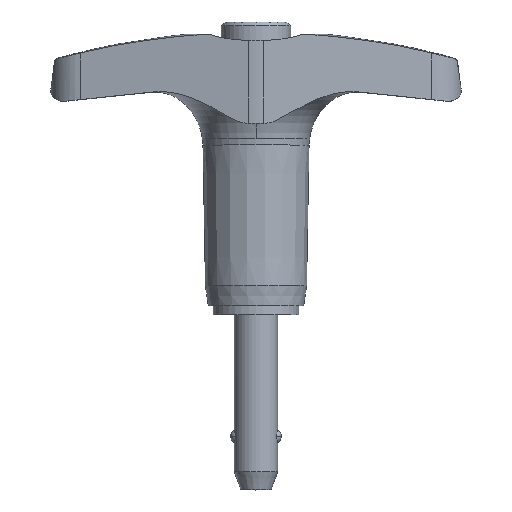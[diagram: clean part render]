
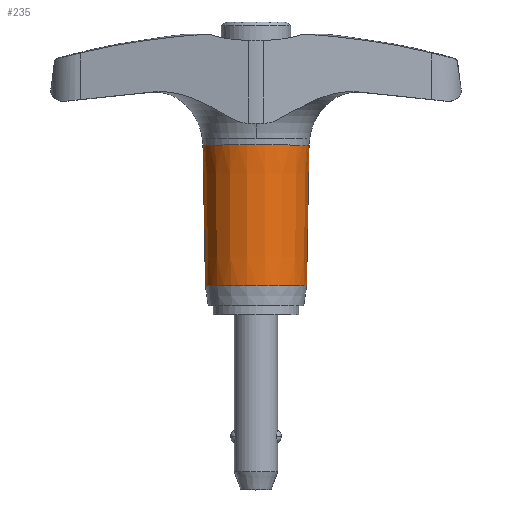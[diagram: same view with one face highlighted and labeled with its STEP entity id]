
A CAD part, top view. The second image highlights one B-rep face of the part: STEP entity #235.
In plain terms, the highlighted conical face has half-angle 1 degrees and reference radius 5.71 mm.
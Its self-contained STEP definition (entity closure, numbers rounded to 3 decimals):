
#235=ADVANCED_FACE('',(#477),#478,.T.);
#477=FACE_OUTER_BOUND('',#716,.T.);
#478=CONICAL_SURFACE('',#717,5.71,0.017);
#716=EDGE_LOOP('',(#1387,#1388,#1389,#1390));
#717=AXIS2_PLACEMENT_3D('',#1391,#1392,#1393);
#1387=ORIENTED_EDGE('',*,*,#1719,.T.);
#1388=ORIENTED_EDGE('',*,*,#1471,.F.);
#1389=ORIENTED_EDGE('',*,*,#1721,.T.);
#1390=ORIENTED_EDGE('',*,*,#1601,.T.);
#1391=CARTESIAN_POINT('',(0.0,10.959,0.0));
#1392=DIRECTION('',(-0.0,1.0,-0.0));
#1393=DIRECTION('',(1.0,0.0,0.0));
#1471=EDGE_CURVE('',#1765,#1768,#1769,.T.);
#1601=EDGE_CURVE('',#1985,#1983,#1986,.T.);
#1719=EDGE_CURVE('',#1983,#1768,#2136,.T.);
#1721=EDGE_CURVE('',#1765,#1985,#2138,.T.);
#1765=VERTEX_POINT('',#2186);
#1768=VERTEX_POINT('',#2190);
#1769=CIRCLE('',#2191,5.845);
#1983=VERTEX_POINT('',#3130);
#1985=VERTEX_POINT('',#3133);
#1986=CIRCLE('',#3134,5.575);
#2136=LINE('',#3824,#3825);
#2138=LINE('',#3827,#3828);
#2186=CARTESIAN_POINT('',(-5.845,18.702,0.0));
#2190=CARTESIAN_POINT('',(5.845,18.702,0.));
#2191=AXIS2_PLACEMENT_3D('',#3888,#3889,#3890);
#3130=CARTESIAN_POINT('',(5.575,3.216,0.0));
#3133=CARTESIAN_POINT('',(-5.575,3.216,0.));
#3134=AXIS2_PLACEMENT_3D('',#4024,#4025,#4026);
#3824=CARTESIAN_POINT('',(5.71,10.959,0.));
#3825=VECTOR('',#4117,1.0);
#3827=CARTESIAN_POINT('',(-5.71,10.959,0.));
#3828=VECTOR('',#4121,1.0);
#3888=CARTESIAN_POINT('',(0.0,18.702,0.0));
#3889=DIRECTION('',(0.0,1.0,0.0));
#3890=DIRECTION('',(-1.0,0.0,0.0));
#4024=CARTESIAN_POINT('',(0.0,3.216,0.0));
#4025=DIRECTION('',(-0.0,1.0,0.0));
#4026=DIRECTION('',(1.0,0.0,0.0));
#4117=DIRECTION('',(0.017,1.,0.));
#4121=DIRECTION('',(0.017,-1.,0.));
